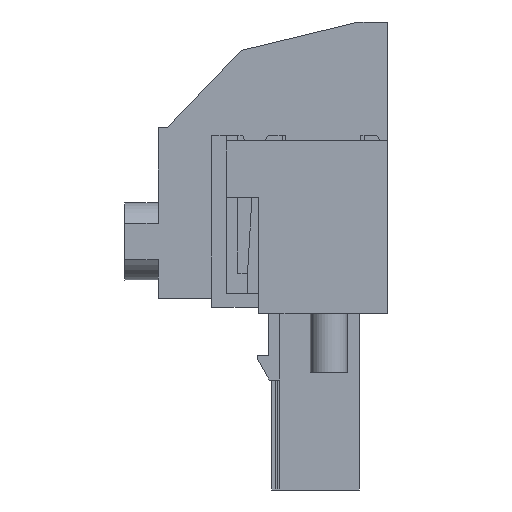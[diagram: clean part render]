
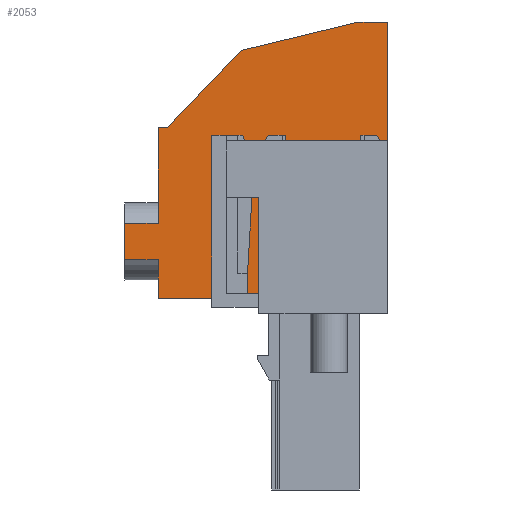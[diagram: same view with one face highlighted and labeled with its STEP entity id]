
A CAD part, left-side view. The second image highlights one B-rep face of the part: STEP entity #2053.
In plain terms, the highlighted planar face has unit normal (-1, 0, 0).
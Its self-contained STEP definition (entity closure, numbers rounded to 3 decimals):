
#1934=AXIS2_PLACEMENT_3D('Plane Axis2P3D',#1931,#1932,#1933) ;
#304=CARTESIAN_POINT('Vertex',(7.62,0.,41.15)) ;
#307=CARTESIAN_POINT('Line Origine',(7.62,0.,35.925)) ;
#311=CARTESIAN_POINT('Vertex',(7.62,0.,30.7)) ;
#693=CARTESIAN_POINT('Vertex',(7.62,11.3,16.85)) ;
#859=CARTESIAN_POINT('Vertex',(7.62,11.36,30.7)) ;
#862=CARTESIAN_POINT('Line Origine',(7.62,11.33,23.775)) ;
#1919=CARTESIAN_POINT('Line Origine',(7.62,5.68,30.7)) ;
#1931=CARTESIAN_POINT('Axis2P3D Location',(7.62,20.15,20.25)) ;
#1936=CARTESIAN_POINT('Line Origine',(7.62,21.625,20.25)) ;
#1940=CARTESIAN_POINT('Vertex',(7.62,20.15,20.25)) ;
#1942=CARTESIAN_POINT('Vertex',(7.62,23.1,20.25)) ;
#1945=CARTESIAN_POINT('Line Origine',(7.62,20.15,18.55)) ;
#1949=CARTESIAN_POINT('Vertex',(7.62,20.15,16.85)) ;
#1952=CARTESIAN_POINT('Line Origine',(7.62,15.725,16.85)) ;
#1957=CARTESIAN_POINT('Line Origine',(7.62,1.25,41.15)) ;
#1961=CARTESIAN_POINT('Vertex',(7.62,2.5,41.15)) ;
#1964=CARTESIAN_POINT('Line Origine',(7.62,7.674,39.9)) ;
#1968=CARTESIAN_POINT('Vertex',(7.62,12.849,38.65)) ;
#1971=CARTESIAN_POINT('Line Origine',(7.62,16.099,35.25)) ;
#1975=CARTESIAN_POINT('Vertex',(7.62,19.35,31.85)) ;
#1978=CARTESIAN_POINT('Line Origine',(7.62,19.75,31.85)) ;
#1982=CARTESIAN_POINT('Vertex',(7.62,20.15,31.85)) ;
#1985=CARTESIAN_POINT('Line Origine',(7.62,20.15,27.65)) ;
#1989=CARTESIAN_POINT('Vertex',(7.62,20.15,23.45)) ;
#1992=CARTESIAN_POINT('Line Origine',(7.62,21.625,23.45)) ;
#1996=CARTESIAN_POINT('Vertex',(7.62,23.1,23.45)) ;
#1999=CARTESIAN_POINT('Line Origine',(7.62,23.1,21.85)) ;
#2019=CARTESIAN_POINT('Line Origine',(7.62,13.66,30.7)) ;
#2023=CARTESIAN_POINT('Vertex',(7.62,14.16,30.7)) ;
#2025=CARTESIAN_POINT('Vertex',(7.62,13.16,30.7)) ;
#2028=CARTESIAN_POINT('Line Origine',(7.62,13.16,28.2)) ;
#2032=CARTESIAN_POINT('Vertex',(7.62,13.16,25.7)) ;
#2035=CARTESIAN_POINT('Line Origine',(7.62,13.66,25.7)) ;
#2039=CARTESIAN_POINT('Vertex',(7.62,14.16,25.7)) ;
#2042=CARTESIAN_POINT('Line Origine',(7.62,14.16,28.2)) ;
#308=DIRECTION('Vector Direction',(0.,0.,1.)) ;
#863=DIRECTION('Vector Direction',(0.,0.004,1.)) ;
#1920=DIRECTION('Vector Direction',(0.,1.,0.)) ;
#1932=DIRECTION('Axis2P3D Direction',(-1.,0.,0.)) ;
#1933=DIRECTION('Axis2P3D XDirection',(0.,0.,1.)) ;
#1937=DIRECTION('Vector Direction',(0.,1.,0.)) ;
#1946=DIRECTION('Vector Direction',(0.,0.,1.)) ;
#1953=DIRECTION('Vector Direction',(0.,-1.,0.)) ;
#1958=DIRECTION('Vector Direction',(0.,1.,0.)) ;
#1965=DIRECTION('Vector Direction',(0.,0.972,-0.235)) ;
#1972=DIRECTION('Vector Direction',(0.,-0.691,0.723)) ;
#1979=DIRECTION('Vector Direction',(0.,-1.,0.)) ;
#1986=DIRECTION('Vector Direction',(0.,0.,1.)) ;
#1993=DIRECTION('Vector Direction',(0.,1.,0.)) ;
#2000=DIRECTION('Vector Direction',(0.,0.,1.)) ;
#2020=DIRECTION('Vector Direction',(0.,-1.,0.)) ;
#2029=DIRECTION('Vector Direction',(0.,0.,1.)) ;
#2036=DIRECTION('Vector Direction',(0.,-1.,0.)) ;
#2043=DIRECTION('Vector Direction',(0.,0.,1.)) ;
#309=VECTOR('Line Direction',#308,1.) ;
#864=VECTOR('Line Direction',#863,1.) ;
#1921=VECTOR('Line Direction',#1920,1.) ;
#1938=VECTOR('Line Direction',#1937,1.) ;
#1947=VECTOR('Line Direction',#1946,1.) ;
#1954=VECTOR('Line Direction',#1953,1.) ;
#1959=VECTOR('Line Direction',#1958,1.) ;
#1966=VECTOR('Line Direction',#1965,1.) ;
#1973=VECTOR('Line Direction',#1972,1.) ;
#1980=VECTOR('Line Direction',#1979,1.) ;
#1987=VECTOR('Line Direction',#1986,1.) ;
#1994=VECTOR('Line Direction',#1993,1.) ;
#2001=VECTOR('Line Direction',#2000,1.) ;
#2021=VECTOR('Line Direction',#2020,1.) ;
#2030=VECTOR('Line Direction',#2029,1.) ;
#2037=VECTOR('Line Direction',#2036,1.) ;
#2044=VECTOR('Line Direction',#2043,1.) ;
#2005=ORIENTED_EDGE('',*,*,#1944,.F.) ;
#2006=ORIENTED_EDGE('',*,*,#1951,.T.) ;
#2007=ORIENTED_EDGE('',*,*,#1956,.T.) ;
#2008=ORIENTED_EDGE('',*,*,#866,.T.) ;
#2009=ORIENTED_EDGE('',*,*,#1923,.T.) ;
#2010=ORIENTED_EDGE('',*,*,#313,.T.) ;
#2011=ORIENTED_EDGE('',*,*,#1963,.T.) ;
#2012=ORIENTED_EDGE('',*,*,#1970,.T.) ;
#2013=ORIENTED_EDGE('',*,*,#1977,.F.) ;
#2014=ORIENTED_EDGE('',*,*,#1984,.F.) ;
#2015=ORIENTED_EDGE('',*,*,#1991,.T.) ;
#2016=ORIENTED_EDGE('',*,*,#1998,.T.) ;
#2017=ORIENTED_EDGE('',*,*,#2003,.F.) ;
#2048=ORIENTED_EDGE('',*,*,#2027,.T.) ;
#2049=ORIENTED_EDGE('',*,*,#2034,.T.) ;
#2050=ORIENTED_EDGE('',*,*,#2041,.F.) ;
#2051=ORIENTED_EDGE('',*,*,#2046,.F.) ;
#2052=FACE_BOUND('',#2047,.T.) ;
#2053=ADVANCED_FACE('HOUSING',(#2018,#2052),#1935,.T.) ;
#313=EDGE_CURVE('',#312,#305,#310,.T.) ;
#866=EDGE_CURVE('',#694,#860,#865,.T.) ;
#1923=EDGE_CURVE('',#860,#312,#1922,.F.) ;
#1944=EDGE_CURVE('',#1941,#1943,#1939,.T.) ;
#1951=EDGE_CURVE('',#1941,#1950,#1948,.F.) ;
#1956=EDGE_CURVE('',#1950,#694,#1955,.T.) ;
#1963=EDGE_CURVE('',#305,#1962,#1960,.T.) ;
#1970=EDGE_CURVE('',#1962,#1969,#1967,.T.) ;
#1977=EDGE_CURVE('',#1976,#1969,#1974,.T.) ;
#1984=EDGE_CURVE('',#1983,#1976,#1981,.T.) ;
#1991=EDGE_CURVE('',#1983,#1990,#1988,.F.) ;
#1998=EDGE_CURVE('',#1990,#1997,#1995,.T.) ;
#2003=EDGE_CURVE('',#1943,#1997,#2002,.T.) ;
#2027=EDGE_CURVE('',#2024,#2026,#2022,.T.) ;
#2034=EDGE_CURVE('',#2026,#2033,#2031,.F.) ;
#2041=EDGE_CURVE('',#2040,#2033,#2038,.T.) ;
#2046=EDGE_CURVE('',#2024,#2040,#2045,.F.) ;
#2004=EDGE_LOOP('',(#2005,#2006,#2007,#2008,#2009,#2010,#2011,#2012,#2013,#2014,#2015,#2016,#2017)) ;
#2047=EDGE_LOOP('',(#2048,#2049,#2050,#2051)) ;
#2018=FACE_OUTER_BOUND('',#2004,.T.) ;
#310=LINE('Line',#307,#309) ;
#865=LINE('Line',#862,#864) ;
#1922=LINE('Line',#1919,#1921) ;
#1939=LINE('Line',#1936,#1938) ;
#1948=LINE('Line',#1945,#1947) ;
#1955=LINE('Line',#1952,#1954) ;
#1960=LINE('Line',#1957,#1959) ;
#1967=LINE('Line',#1964,#1966) ;
#1974=LINE('Line',#1971,#1973) ;
#1981=LINE('Line',#1978,#1980) ;
#1988=LINE('Line',#1985,#1987) ;
#1995=LINE('Line',#1992,#1994) ;
#2002=LINE('Line',#1999,#2001) ;
#2022=LINE('Line',#2019,#2021) ;
#2031=LINE('Line',#2028,#2030) ;
#2038=LINE('Line',#2035,#2037) ;
#2045=LINE('Line',#2042,#2044) ;
#1935=PLANE('',#1934) ;
#305=VERTEX_POINT('',#304) ;
#312=VERTEX_POINT('',#311) ;
#694=VERTEX_POINT('',#693) ;
#860=VERTEX_POINT('',#859) ;
#1941=VERTEX_POINT('',#1940) ;
#1943=VERTEX_POINT('',#1942) ;
#1950=VERTEX_POINT('',#1949) ;
#1962=VERTEX_POINT('',#1961) ;
#1969=VERTEX_POINT('',#1968) ;
#1976=VERTEX_POINT('',#1975) ;
#1983=VERTEX_POINT('',#1982) ;
#1990=VERTEX_POINT('',#1989) ;
#1997=VERTEX_POINT('',#1996) ;
#2024=VERTEX_POINT('',#2023) ;
#2026=VERTEX_POINT('',#2025) ;
#2033=VERTEX_POINT('',#2032) ;
#2040=VERTEX_POINT('',#2039) ;
